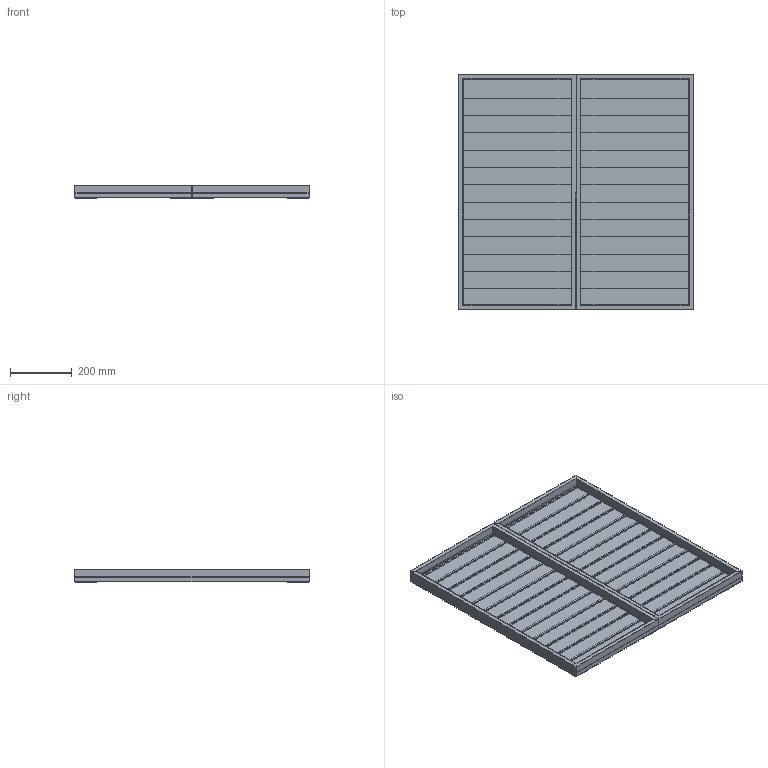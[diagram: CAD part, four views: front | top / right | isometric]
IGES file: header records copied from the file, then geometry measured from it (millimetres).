
Global section: file name: AS 71 Ex; native system: AutoCAD 2022 - Deutsch (German); preprocessor: Autodesk Translation Framework DWG producer (atf_dwg_producer); organization: unknown; date: 20230913.093453; units: millimetre
Bounding box: 760 x 760 x 42 mm (x, y, z)
Volume: 1718669.7 mm3; surface area: 2513270 mm2
Topology: 88 solids, 90 shells, 1214 faces, 2682 edges, 1748 vertices
Faces by surface type: bspline 1214
